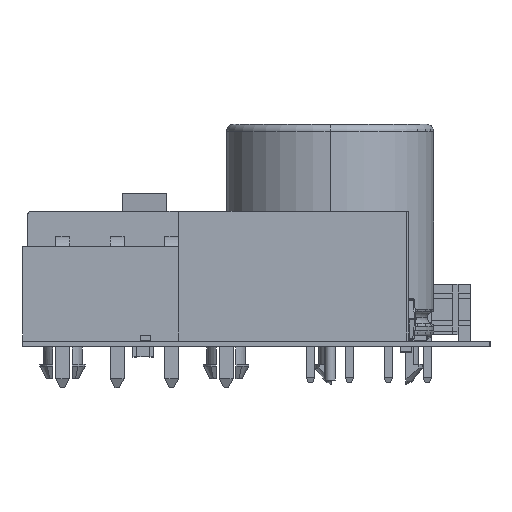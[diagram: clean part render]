
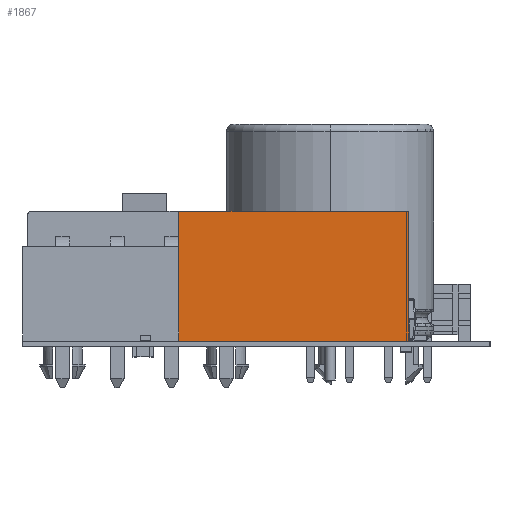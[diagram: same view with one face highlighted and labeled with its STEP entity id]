
A CAD part, left-side view. The second image highlights one B-rep face of the part: STEP entity #1867.
In plain terms, the highlighted planar face has unit normal (-1, 0, 0).
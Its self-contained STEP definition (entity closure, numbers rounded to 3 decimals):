
#1842 = VERTEX_POINT('',#1843);
#1843 = CARTESIAN_POINT('',(-3.375,-8.85,10.));
#1849 = EDGE_CURVE('',#1850,#1842,#1852,.T.);
#1850 = VERTEX_POINT('',#1851);
#1851 = CARTESIAN_POINT('',(-3.375,-8.85,0.));
#1852 = LINE('',#1853,#1854);
#1853 = CARTESIAN_POINT('',(-3.375,-8.85,0.));
#1854 = VECTOR('',#1855,1.);
#1855 = DIRECTION('',(0.,0.,1.));
#1867 = ADVANCED_FACE('',(#1868),#1893,.T.);
#1868 = FACE_BOUND('',#1869,.T.);
#1869 = EDGE_LOOP('',(#1870,#1871,#1879,#1887));
#1870 = ORIENTED_EDGE('',*,*,#1849,.T.);
#1871 = ORIENTED_EDGE('',*,*,#1872,.T.);
#1872 = EDGE_CURVE('',#1842,#1873,#1875,.T.);
#1873 = VERTEX_POINT('',#1874);
#1874 = CARTESIAN_POINT('',(-3.375,8.85,10.));
#1875 = LINE('',#1876,#1877);
#1876 = CARTESIAN_POINT('',(-3.375,-8.85,10.));
#1877 = VECTOR('',#1878,1.);
#1878 = DIRECTION('',(0.,1.,0.));
#1879 = ORIENTED_EDGE('',*,*,#1880,.F.);
#1880 = EDGE_CURVE('',#1881,#1873,#1883,.T.);
#1881 = VERTEX_POINT('',#1882);
#1882 = CARTESIAN_POINT('',(-3.375,8.85,0.));
#1883 = LINE('',#1884,#1885);
#1884 = CARTESIAN_POINT('',(-3.375,8.85,0.));
#1885 = VECTOR('',#1886,1.);
#1886 = DIRECTION('',(0.,0.,1.));
#1887 = ORIENTED_EDGE('',*,*,#1888,.F.);
#1888 = EDGE_CURVE('',#1850,#1881,#1889,.T.);
#1889 = LINE('',#1890,#1891);
#1890 = CARTESIAN_POINT('',(-3.375,-8.85,0.));
#1891 = VECTOR('',#1892,1.);
#1892 = DIRECTION('',(0.,1.,0.));
#1893 = PLANE('',#1894);
#1894 = AXIS2_PLACEMENT_3D('',#1895,#1896,#1897);
#1895 = CARTESIAN_POINT('',(-3.375,-8.85,0.));
#1896 = DIRECTION('',(-1.,0.,0.));
#1897 = DIRECTION('',(0.,1.,0.));
